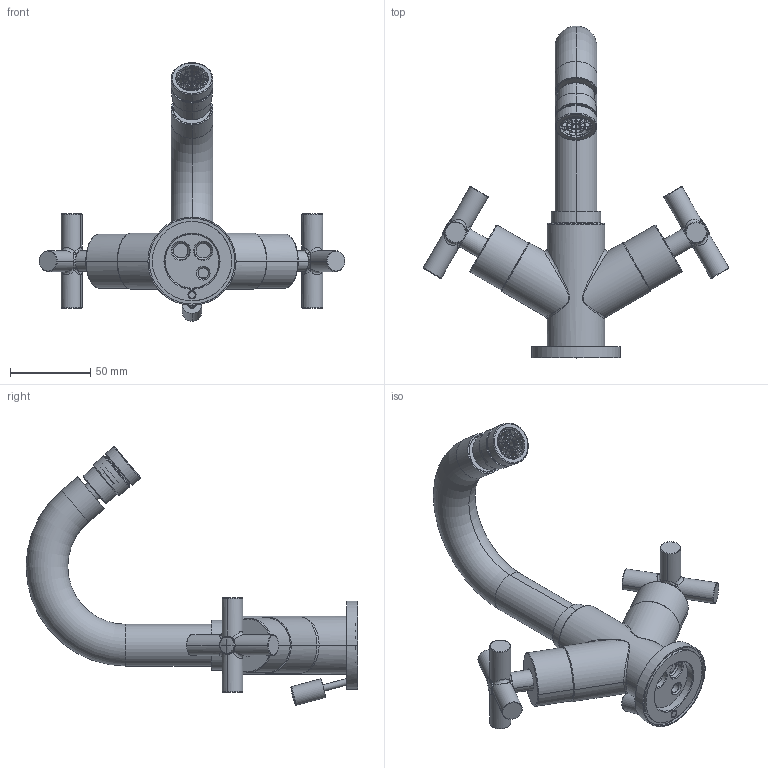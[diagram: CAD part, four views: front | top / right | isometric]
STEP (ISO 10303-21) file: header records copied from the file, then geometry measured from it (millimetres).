
FILE_DESCRIPTION(('CATIA V5 STEP Exchange','CAx-IF Rec.Pracs.--- Model Styling and Organization---1.5--- 2016-08-15','CAx-IF Rec.Pracs.---Supplemental Geometry---1.0---2011-11-01','CAx-IF Rec.Pracs.--- Composite Materials ---3.4---2017-06-13','CAx-IF Rec.Pracs.---Tessellated 3D Geometry---1.0---2015-12-17'),'2;1');
FILE_NAME('SU000550 x Rendering.stp','2024-01-31T15:00:48+00:00',('none'),('none'),'CATIA Version 5-6 Release 2020 SP2','CATIA V5 STEP AP242 v2','none');
FILE_SCHEMA(('AP242_MANAGED_MODEL_BASED_3D_ENGINEERING_MIM_LF {1 0 10303 442 1 1 4}'));
Length unit declared in the file: millimetre
Products named in the file (1): 236_01_ASM_AllCATPart
Bounding box: 190.7 x 206.93 x 161.26 mm (x, y, z)
Volume: 263334.8 mm3; surface area: 110431.4 mm2
Topology: 30 solids, 44 shells, 1424 faces, 4083 edges, 2735 vertices
Faces by surface type: plane 589, cylinder 500, torus 146, cone 135, bspline 40, sphere 14
Entity records: 52177 total; most frequent: CARTESIAN_POINT 19159, ORIENTED_EDGE 8086, DIRECTION 4711, EDGE_CURVE 4067, VERTEX_POINT 2723, AXIS2_PLACEMENT_3D 2205, VECTOR 1669, LINE 1669
